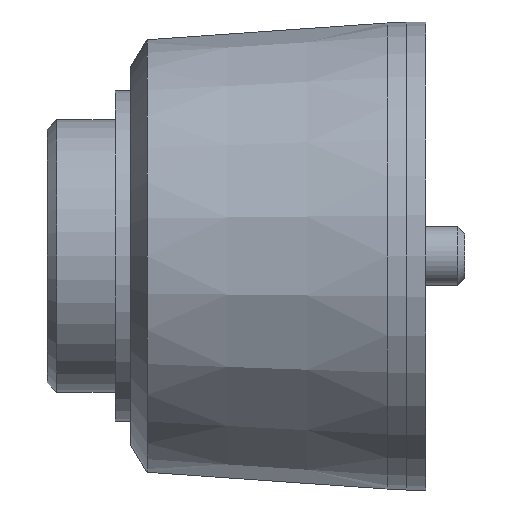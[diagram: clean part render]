
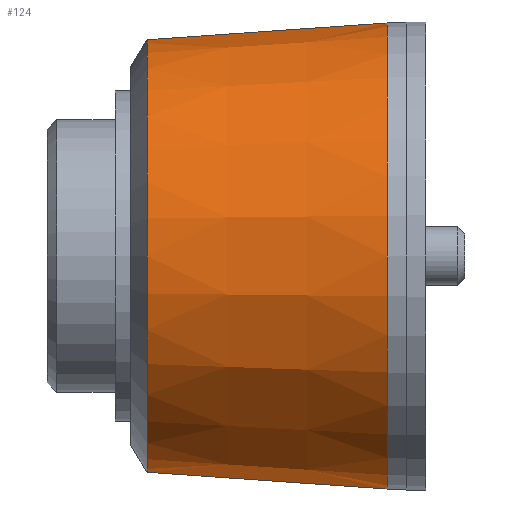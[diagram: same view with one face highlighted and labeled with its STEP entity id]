
A CAD part, front view. The second image highlights one B-rep face of the part: STEP entity #124.
In plain terms, the highlighted conical face has half-angle 4 degrees and reference radius 24 mm.
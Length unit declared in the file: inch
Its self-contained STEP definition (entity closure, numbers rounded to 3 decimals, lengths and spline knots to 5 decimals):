
#77 = ORIENTED_EDGE ( 'NONE', *, *, #1659, .F. ) ;
#90 = EDGE_CURVE ( 'NONE', #489, #1107, #1767, .T. ) ;
#124 = ADVANCED_FACE ( 'NONE', ( #247 ), #635, .T. ) ;
#127 = LINE ( 'NONE', #1300, #945 ) ;
#149 = EDGE_CURVE ( 'NONE', #954, #1141, #511, .T. ) ;
#185 = ORIENTED_EDGE ( 'NONE', *, *, #229, .T. ) ;
#226 = CARTESIAN_POINT ( 'NONE',  ( 0.12913, 0.03937, -0.87683 ) ) ;
#229 = EDGE_CURVE ( 'NONE', #489, #1141, #127, .T. ) ;
#247 = FACE_OUTER_BOUND ( 'NONE', #806, .T. ) ;
#373 = CARTESIAN_POINT ( 'NONE',  ( 0.12913, 0.03937, 0. ) ) ;
#383 = DIRECTION ( 'NONE',  ( 0., 0., -1. ) ) ;
#414 = DIRECTION ( 'NONE',  ( 0., 1., 0. ) ) ;
#483 = CARTESIAN_POINT ( 'NONE',  ( 1.10236, 0.03937, -0.94488 ) ) ;
#489 = VERTEX_POINT ( 'NONE', #1135 ) ;
#511 = CIRCLE ( 'NONE', #1511, 0.87683 ) ;
#545 = DIRECTION ( 'NONE',  ( 1., 0., 0. ) ) ;
#583 = ORIENTED_EDGE ( 'NONE', *, *, #149, .F. ) ;
#601 = AXIS2_PLACEMENT_3D ( 'NONE', #1397, #545, #986 ) ;
#635 = CONICAL_SURFACE ( 'NONE', #1831, 0.94488, 0.07 ) ;
#658 = ORIENTED_EDGE ( 'NONE', *, *, #90, .F. ) ;
#806 = EDGE_LOOP ( 'NONE', ( #185, #583, #77, #658 ) ) ;
#945 = VECTOR ( 'NONE', #1157, 39.37008 ) ;
#954 = VERTEX_POINT ( 'NONE', #1784 ) ;
#986 = DIRECTION ( 'NONE',  ( 0., 0., 1. ) ) ;
#1107 = VERTEX_POINT ( 'NONE', #483 ) ;
#1135 = CARTESIAN_POINT ( 'NONE',  ( 1.10236, 0.03937, 0.94488 ) ) ;
#1141 = VERTEX_POINT ( 'NONE', #1341 ) ;
#1157 = DIRECTION ( 'NONE',  ( -0.998, 0., -0.07 ) ) ;
#1198 = VECTOR ( 'NONE', #1544, 39.37008 ) ;
#1268 = LINE ( 'NONE', #226, #1198 ) ;
#1300 = CARTESIAN_POINT ( 'NONE',  ( 1.10236, 0.03937, 0.94488 ) ) ;
#1341 = CARTESIAN_POINT ( 'NONE',  ( 0.12913, 0.03937, 0.87683 ) ) ;
#1397 = CARTESIAN_POINT ( 'NONE',  ( 1.10236, 0.03937, 0. ) ) ;
#1511 = AXIS2_PLACEMENT_3D ( 'NONE', #373, #1893, #383 ) ;
#1544 = DIRECTION ( 'NONE',  ( -0.998, 0., 0.07 ) ) ;
#1582 = CARTESIAN_POINT ( 'NONE',  ( 1.10236, 0.03937, 0. ) ) ;
#1659 = EDGE_CURVE ( 'NONE', #1107, #954, #1268, .T. ) ;
#1733 = DIRECTION ( 'NONE',  ( 1., 0., 0. ) ) ;
#1767 = CIRCLE ( 'NONE', #601, 0.94488 ) ;
#1784 = CARTESIAN_POINT ( 'NONE',  ( 0.12913, 0.03937, -0.87683 ) ) ;
#1831 = AXIS2_PLACEMENT_3D ( 'NONE', #1582, #1733, #414 ) ;
#1893 = DIRECTION ( 'NONE',  ( -1., 0., 0. ) ) ;
